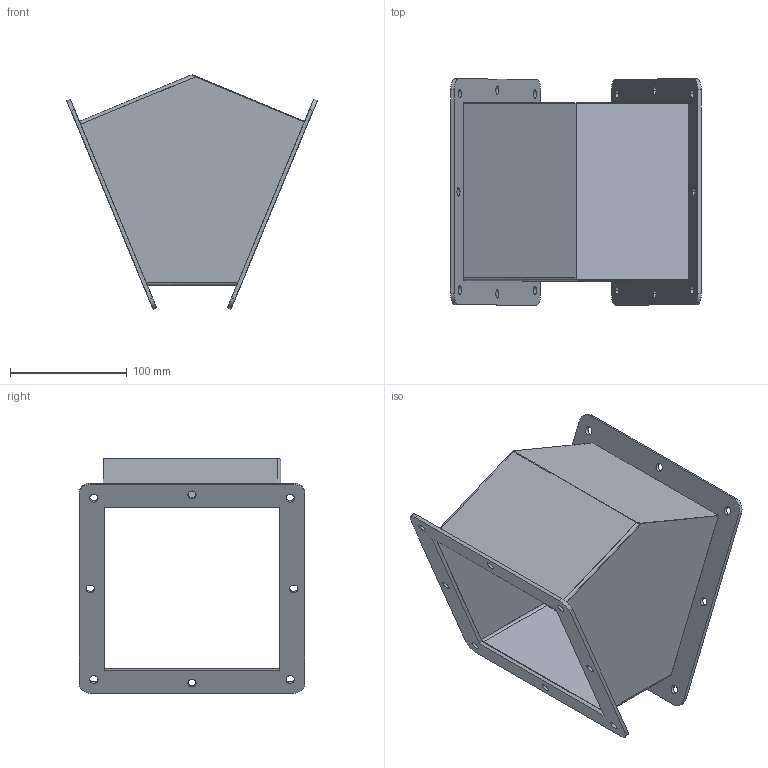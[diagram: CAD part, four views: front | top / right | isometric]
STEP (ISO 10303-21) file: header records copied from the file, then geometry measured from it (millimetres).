
FILE_DESCRIPTION (( 'STEP AP203' ), '1' );
FILE_NAME ('1487D4P.step', '2024-04-25T14:33:34', ( '' ), ( '' ), 'SwSTEP 2.0', 'SolidWorks 2023', '' );
FILE_SCHEMA (( 'CONFIG_CONTROL_DESIGN' ));
Length unit declared in the file: inch
Products named in the file (1): 1487D4P
Bounding box: 214.74 x 193.7 x 201.08 mm (x, y, z)
Volume: 154966.2 mm3; surface area: 245123.1 mm2
Topology: 3 solids, 3 shells, 78 faces, 216 edges, 144 vertices
Faces by surface type: cylinder 46, plane 32
Entity records: 2673 total; most frequent: CARTESIAN_POINT 469, DIRECTION 446, ORIENTED_EDGE 432, EDGE_CURVE 216, AXIS2_PLACEMENT_3D 161, VERTEX_POINT 144, VECTOR 124, LINE 124
